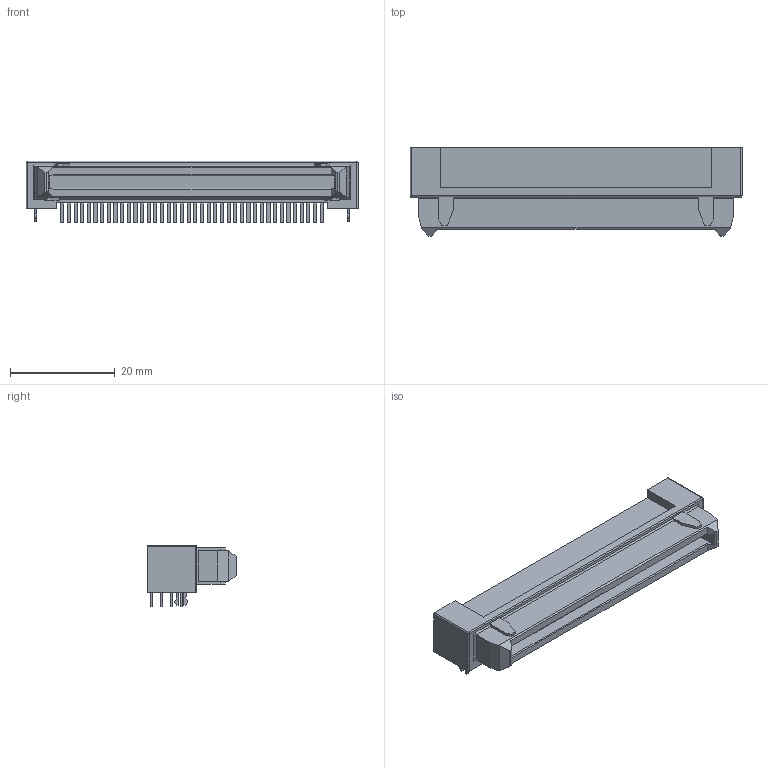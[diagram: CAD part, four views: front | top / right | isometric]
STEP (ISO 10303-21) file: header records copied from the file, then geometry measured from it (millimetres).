
FILE_DESCRIPTION (( 'STEP AP203' ), '1' );
FILE_NAME ('K3D-TX24-80R-LT-H1E-R2 JAE Connector Division Proprietary.STEP', '2009-01-13T06:51:25', ( '' ), ( '' ), 'SwSTEP 2.0', 'SolidWorks 2008', '' );
FILE_SCHEMA (( 'CONFIG_CONTROL_DESIGN' ));
Length unit declared in the file: millimetre
Products named in the file (1): K3D-TX24-80R-LT-H1E-R2 JAE Connector Division Proprietary
Bounding box: 63.4 x 16.9 x 11.8 mm (x, y, z)
Volume: 4946.8 mm3; surface area: 4748 mm2
Topology: 1 solids, 1 shells, 532 faces, 1323 edges, 876 vertices
Faces by surface type: plane 523, cylinder 7, sphere 2
Entity records: 15520 total; most frequent: CARTESIAN_POINT 2742, ORIENTED_EDGE 2642, DIRECTION 2393, EDGE_CURVE 1321, VECTOR 1307, LINE 1307, VERTEX_POINT 876, EDGE_LOOP 617
